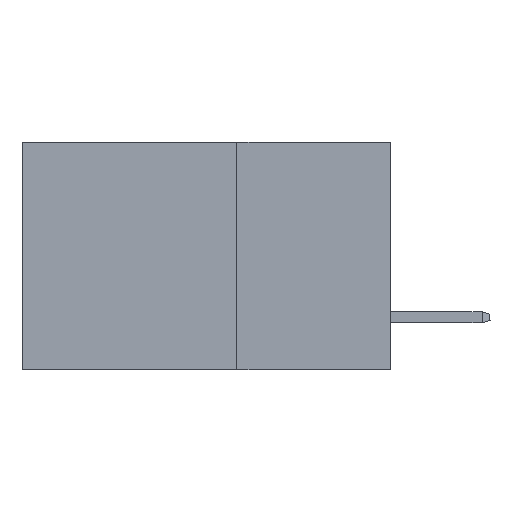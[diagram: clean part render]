
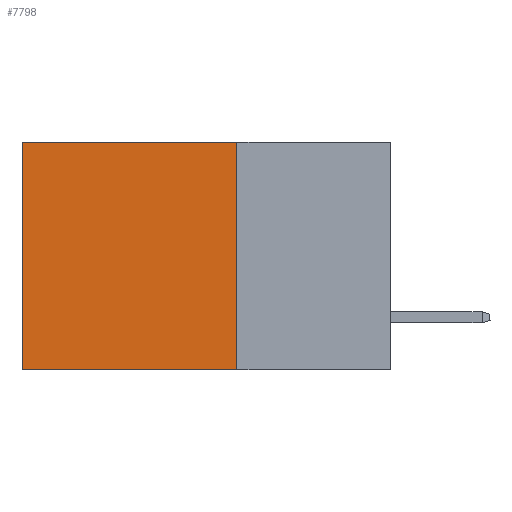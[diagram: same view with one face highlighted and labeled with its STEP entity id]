
A CAD part, left-side view. The second image highlights one B-rep face of the part: STEP entity #7798.
In plain terms, the highlighted planar face has unit normal (-1, 0, 0).
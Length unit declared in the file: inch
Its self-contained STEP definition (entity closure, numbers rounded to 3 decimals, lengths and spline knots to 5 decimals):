
#97 = VERTEX_POINT ( 'NONE', #7048 ) ;
#411 = DIRECTION ( 'NONE',  ( 0., 0., -1. ) ) ;
#1940 = LINE ( 'NONE', #7817, #13136 ) ;
#2214 = ORIENTED_EDGE ( 'NONE', *, *, #15031, .T. ) ;
#3159 = PLANE ( 'NONE',  #12945 ) ;
#3321 = VERTEX_POINT ( 'NONE', #12827 ) ;
#3727 = VERTEX_POINT ( 'NONE', #10286 ) ;
#4287 = DIRECTION ( 'NONE',  ( 0., 1., 0. ) ) ;
#4551 = EDGE_CURVE ( 'NONE', #16414, #97, #4730, .T. ) ;
#4730 = LINE ( 'NONE', #12528, #7244 ) ;
#5895 = DIRECTION ( 'NONE',  ( 1., 0., 0. ) ) ;
#6525 = EDGE_CURVE ( 'NONE', #3321, #16414, #1940, .T. ) ;
#6885 = LINE ( 'NONE', #9412, #17014 ) ;
#7048 = CARTESIAN_POINT ( 'NONE',  ( 0.2875, 0.6, -0.37 ) ) ;
#7244 = VECTOR ( 'NONE', #4287, 39.37008 ) ;
#7798 = ADVANCED_FACE ( 'NONE', ( #8226 ), #3159, .F. ) ;
#7817 = CARTESIAN_POINT ( 'NONE',  ( 0.2875, 0.25, 0. ) ) ;
#8226 = FACE_OUTER_BOUND ( 'NONE', #10105, .T. ) ;
#8508 = ORIENTED_EDGE ( 'NONE', *, *, #16569, .T. ) ;
#9022 = ORIENTED_EDGE ( 'NONE', *, *, #4551, .F. ) ;
#9412 = CARTESIAN_POINT ( 'NONE',  ( 0.2875, 0.6, 0. ) ) ;
#10105 = EDGE_LOOP ( 'NONE', ( #2214, #9022, #16844, #8508 ) ) ;
#10286 = CARTESIAN_POINT ( 'NONE',  ( 0.2875, 0.6, 0. ) ) ;
#11058 = LINE ( 'NONE', #11801, #13176 ) ;
#11801 = CARTESIAN_POINT ( 'NONE',  ( 0.2875, 0.25, 0. ) ) ;
#12528 = CARTESIAN_POINT ( 'NONE',  ( 0.2875, 0.25, -0.37 ) ) ;
#12641 = CARTESIAN_POINT ( 'NONE',  ( 0.2875, 0.25, 0. ) ) ;
#12827 = CARTESIAN_POINT ( 'NONE',  ( 0.2875, 0.25, 0. ) ) ;
#12945 = AXIS2_PLACEMENT_3D ( 'NONE', #12641, #5895, #411 ) ;
#13136 = VECTOR ( 'NONE', #17220, 39.37008 ) ;
#13176 = VECTOR ( 'NONE', #17231, 39.37008 ) ;
#13931 = CARTESIAN_POINT ( 'NONE',  ( 0.2875, 0.25, -0.37 ) ) ;
#15031 = EDGE_CURVE ( 'NONE', #3727, #97, #6885, .T. ) ;
#16414 = VERTEX_POINT ( 'NONE', #13931 ) ;
#16569 = EDGE_CURVE ( 'NONE', #3321, #3727, #11058, .T. ) ;
#16844 = ORIENTED_EDGE ( 'NONE', *, *, #6525, .F. ) ;
#17014 = VECTOR ( 'NONE', #17264, 39.37008 ) ;
#17220 = DIRECTION ( 'NONE',  ( 0., 0., -1. ) ) ;
#17231 = DIRECTION ( 'NONE',  ( 0., 1., 0. ) ) ;
#17264 = DIRECTION ( 'NONE',  ( 0., 0., -1. ) ) ;
